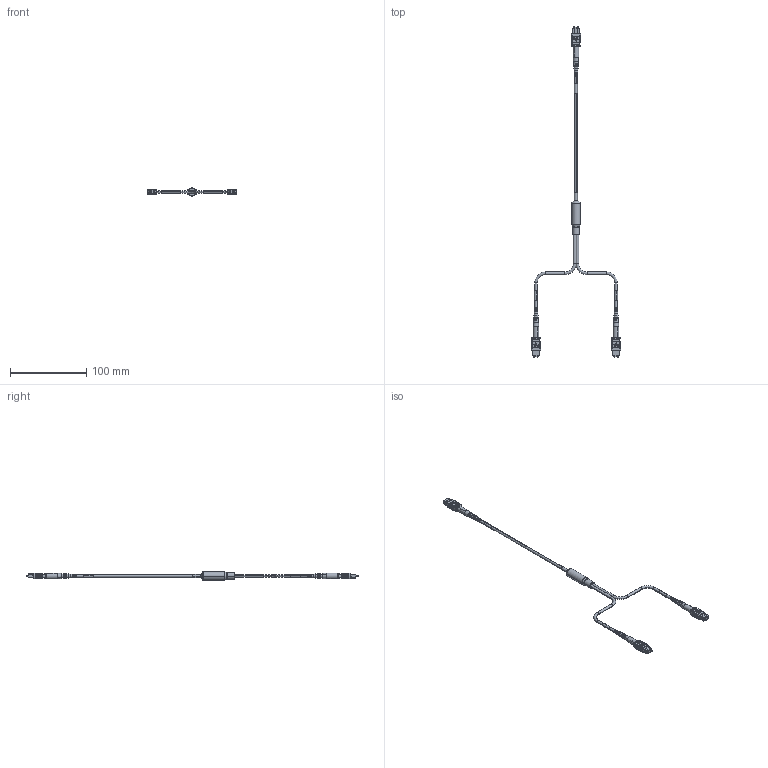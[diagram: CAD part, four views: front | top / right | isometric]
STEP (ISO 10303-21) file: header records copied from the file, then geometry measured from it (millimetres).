
FILE_DESCRIPTION (( 'STEP AP214' ), '1' );
FILE_NAME ('MPM24-MPM212OM5R.STEP', '2019-03-28T15:13:00', ( '' ), ( '' ), 'SwSTEP 2.0', 'SolidWorks 2017', '' );
FILE_SCHEMA (( 'AUTOMOTIVE_DESIGN' ));
Length unit declared in the file: inch
Products named in the file (11): 3AB04-014-MA5; 3AB04-014-MA4; 3AB04-014-MA3; MPF24-MPF-MA2_ROUND; 3AB04-014-MA1; MPF24-MPF-MA6_.150 ID; MPF24-MPF-MA4_OM5; 3AB04-014_MALE (with pins); 3AB04-014-MA2_MALE (with pins); MPF24-MPF-MA1_OM5; MPM24-MPM212OM5R
Assembly tree (15 placements, depth 3):
  MPM24-MPM212OM5R
    MPF24-MPF-MA1_OM5
    MPF24-MPF-MA2_ROUND
    3AB04-014_MALE (with pins)  x3
      3AB04-014-MA2_MALE (with pins)
      3AB04-014-MA3
      3AB04-014-MA4
      3AB04-014-MA1
      3AB04-014-MA5
    MPF24-MPF-MA4_OM5  x2
    MPF24-MPF-MA6_.150 ID  x3
Bounding box: 117.61 x 436.35 x 11.18 mm (x, y, z)
Volume: 13918.4 mm3; surface area: 20696.9 mm2
Topology: 22 solids, 22 shells, 1284 faces, 3568 edges, 2334 vertices
Faces by surface type: plane 947, cylinder 221, bspline 60, torus 34, cone 22
Entity records: 16440 total; most frequent: CARTESIAN_POINT 4247, ORIENTED_EDGE 2452, DIRECTION 2310, EDGE_CURVE 1226, LINE 816, VECTOR 816, VERTEX_POINT 798, AXIS2_PLACEMENT_3D 747
